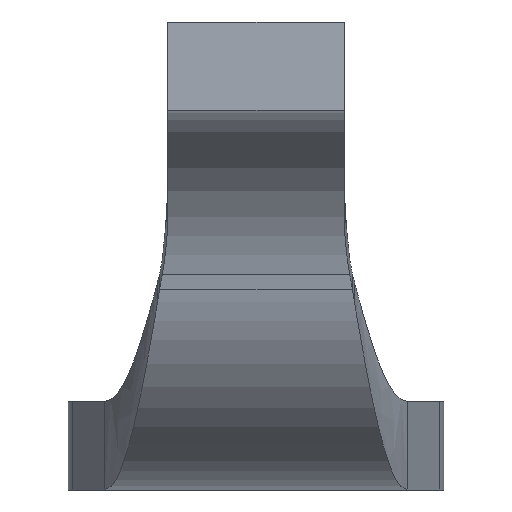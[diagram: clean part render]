
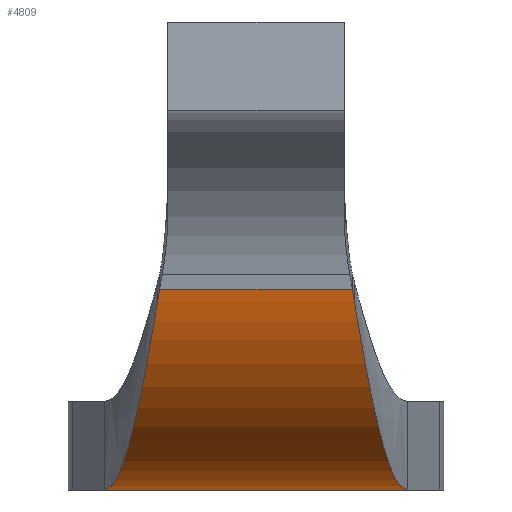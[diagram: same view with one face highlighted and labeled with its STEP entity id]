
A CAD part, left-side view. The second image highlights one B-rep face of the part: STEP entity #4809.
In plain terms, the highlighted cylindrical face has radius 55 mm (diameter 110 mm), a partial arc.
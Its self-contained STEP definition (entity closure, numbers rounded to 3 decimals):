
#533=DIRECTION('',(0.,1.,0.));
#534=VECTOR('',#533,68.726);
#535=CARTESIAN_POINT('',(-42.,-34.363,0.));
#536=LINE('',#535,#534);
#537=CARTESIAN_POINT('',(-42.,34.363,0.));
#538=CARTESIAN_POINT('',(-48.158,33.356,0.));
#539=CARTESIAN_POINT('',(-60.473,31.343,2.088));
#540=CARTESIAN_POINT('',(-76.882,28.322,11.135));
#541=CARTESIAN_POINT('',(-89.392,25.302,25.085));
#542=CARTESIAN_POINT('',(-94.2,23.289,36.613));
#543=CARTESIAN_POINT('',(-95.587,22.282,42.613));
#545=CARTESIAN_POINT('',(-95.587,22.282,42.613));
#546=CARTESIAN_POINT('',(-95.804,22.124,43.551));
#547=CARTESIAN_POINT('',(-95.997,21.975,44.497));
#548=CARTESIAN_POINT('',(-96.164,21.834,45.449));
#550=CARTESIAN_POINT('',(-96.164,-21.834,45.449));
#551=CARTESIAN_POINT('',(-95.997,-21.975,44.497));
#552=CARTESIAN_POINT('',(-95.804,-22.124,43.551));
#553=CARTESIAN_POINT('',(-95.587,-22.282,42.613));
#555=CARTESIAN_POINT('',(-42.,-34.363,0.));
#556=CARTESIAN_POINT('',(-48.158,-33.356,0.));
#557=CARTESIAN_POINT('',(-60.473,-31.343,2.088));
#558=CARTESIAN_POINT('',(-76.882,-28.322,11.135));
#559=CARTESIAN_POINT('',(-89.392,-25.302,25.085));
#560=CARTESIAN_POINT('',(-94.2,-23.289,36.613));
#561=CARTESIAN_POINT('',(-95.587,-22.282,42.613));
#603=DIRECTION('',(0.,1.,0.));
#604=VECTOR('',#603,43.668);
#605=CARTESIAN_POINT('',(-96.164,-21.834,45.449));
#606=LINE('',#605,#604);
#3543=CARTESIAN_POINT('',(-42.,-34.363,0.));
#3544=CARTESIAN_POINT('',(-42.,34.363,0.));
#3545=VERTEX_POINT('',#3543);
#3546=VERTEX_POINT('',#3544);
#3547=CARTESIAN_POINT('',(-96.164,-21.834,
45.449));
#3548=CARTESIAN_POINT('',(-96.164,21.834,45.449));
#3549=VERTEX_POINT('',#3547);
#3550=VERTEX_POINT('',#3548);
#3603=VERTEX_POINT('',#543);
#3604=VERTEX_POINT('',#553);
#4791=CARTESIAN_POINT('',(-42.,-42.5,55.));
#4792=DIRECTION('',(0.,1.,0.));
#4793=DIRECTION('',(0.,0.,-1.));
#4794=AXIS2_PLACEMENT_3D('',#4791,#4792,#4793);
#4795=CYLINDRICAL_SURFACE('',#4794,55.);
#4796=ORIENTED_EDGE('',*,*,#4484,.T.);
#4798=ORIENTED_EDGE('',*,*,#4797,.T.);
#4800=ORIENTED_EDGE('',*,*,#4799,.T.);
#4802=ORIENTED_EDGE('',*,*,#4801,.F.);
#4804=ORIENTED_EDGE('',*,*,#4803,.T.);
#4806=ORIENTED_EDGE('',*,*,#4805,.F.);
#4807=EDGE_LOOP('',(#4796,#4798,#4800,#4802,#4804,#4806));
#4808=FACE_OUTER_BOUND('',#4807,.F.);
#544=B_SPLINE_CURVE_WITH_KNOTS('',3,(#537,#538,#539,#540,#541,#542,#543),
.UNSPECIFIED.,.F.,.F.,(4,1,1,1,4),(0.,0.25,0.5,0.75,1.),
.UNSPECIFIED.);
#549=B_SPLINE_CURVE_WITH_KNOTS('',3,(#545,#546,#547,#548),.UNSPECIFIED.,.F.,.F.,
(4,4),(0.,1.),.UNSPECIFIED.);
#554=B_SPLINE_CURVE_WITH_KNOTS('',3,(#550,#551,#552,#553),.UNSPECIFIED.,.F.,.F.,
(4,4),(0.,1.),.UNSPECIFIED.);
#562=B_SPLINE_CURVE_WITH_KNOTS('',3,(#555,#556,#557,#558,#559,#560,#561),
.UNSPECIFIED.,.F.,.F.,(4,1,1,1,4),(0.,0.25,0.5,0.75,1.),
.UNSPECIFIED.);
#4484=EDGE_CURVE('',#3545,#3546,#536,.T.);
#4797=EDGE_CURVE('',#3546,#3603,#544,.T.);
#4799=EDGE_CURVE('',#3603,#3550,#549,.T.);
#4801=EDGE_CURVE('',#3549,#3550,#606,.T.);
#4803=EDGE_CURVE('',#3549,#3604,#554,.T.);
#4805=EDGE_CURVE('',#3545,#3604,#562,.T.);
#4809=ADVANCED_FACE('',(#4808),#4795,.T.);
